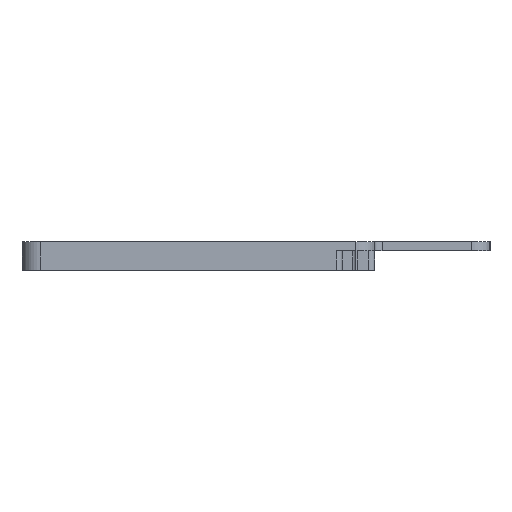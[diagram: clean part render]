
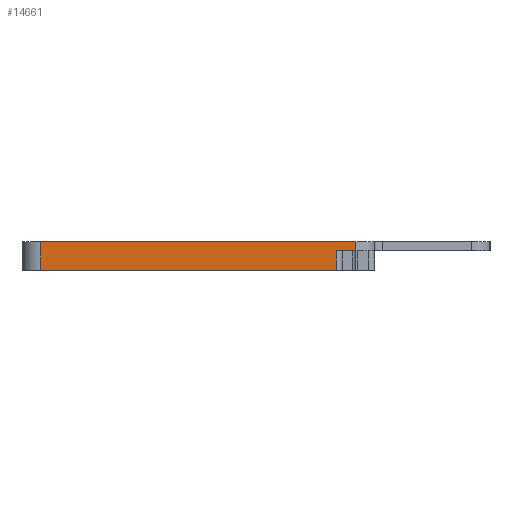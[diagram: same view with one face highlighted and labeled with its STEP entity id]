
A CAD part, left-side view. The second image highlights one B-rep face of the part: STEP entity #14661.
In plain terms, the highlighted planar face has unit normal (-1, 0, 0).
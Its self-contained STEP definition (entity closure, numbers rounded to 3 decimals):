
#272=PLANE('',#16232);
#860=FACE_OUTER_BOUND('',#1675,.T.);
#1675=EDGE_LOOP('',(#12429,#12430,#12431,#12432,#12433,#12434));
#1983=LINE('',#21234,#3355);
#2187=LINE('',#22037,#3559);
#3027=LINE('',#24887,#4399);
#3044=LINE('',#24934,#4416);
#3045=LINE('',#24935,#4417);
#3046=LINE('',#24936,#4418);
#3355=VECTOR('',#16635,10.);
#3559=VECTOR('',#17255,10.);
#4399=VECTOR('',#20155,10.);
#4416=VECTOR('',#20212,10.);
#4417=VECTOR('',#20213,10.);
#4418=VECTOR('',#20214,10.);
#5598=VERTEX_POINT('',#21231);
#5599=VERTEX_POINT('',#21233);
#5989=VERTEX_POINT('',#22034);
#5990=VERTEX_POINT('',#22036);
#6970=VERTEX_POINT('',#24885);
#6980=VERTEX_POINT('',#24933);
#7096=EDGE_CURVE('',#5598,#5599,#1983,.T.);
#7497=EDGE_CURVE('',#5989,#5990,#2187,.T.);
#8941=EDGE_CURVE('',#6970,#5989,#3027,.T.);
#8964=EDGE_CURVE('',#6970,#6980,#3044,.T.);
#8965=EDGE_CURVE('',#6980,#5599,#3045,.T.);
#8966=EDGE_CURVE('',#5990,#5598,#3046,.T.);
#12429=ORIENTED_EDGE('',*,*,#8964,.T.);
#12430=ORIENTED_EDGE('',*,*,#8965,.T.);
#12431=ORIENTED_EDGE('',*,*,#7096,.F.);
#12432=ORIENTED_EDGE('',*,*,#8966,.F.);
#12433=ORIENTED_EDGE('',*,*,#7497,.F.);
#12434=ORIENTED_EDGE('',*,*,#8941,.F.);
#14661=ADVANCED_FACE('',(#860),#272,.T.);
#16232=AXIS2_PLACEMENT_3D('',#24932,#20210,#20211);
#16635=DIRECTION('',(0.,-1.,0.));
#17255=DIRECTION('',(0.,1.,0.));
#20155=DIRECTION('',(0.,0.,-1.));
#20210=DIRECTION('center_axis',(-1.,0.,0.));
#20211=DIRECTION('ref_axis',(0.,-1.,0.));
#20212=DIRECTION('',(0.,-1.,0.));
#20213=DIRECTION('',(0.,0.,1.));
#20214=DIRECTION('',(0.,0.,1.));
#21231=CARTESIAN_POINT('',(-105.363,26.466,4.75));
#21233=CARTESIAN_POINT('',(-105.363,-25.634,4.75));
#21234=CARTESIAN_POINT('',(-105.363,-25.634,4.75));
#22034=CARTESIAN_POINT('',(-105.363,-22.343,0.));
#22036=CARTESIAN_POINT('',(-105.363,26.466,0.));
#22037=CARTESIAN_POINT('',(-105.363,-25.634,0.));
#24885=CARTESIAN_POINT('',(-105.363,-22.343,3.25));
#24887=CARTESIAN_POINT('',(-105.363,-22.343,0.));
#24932=CARTESIAN_POINT('Origin',(-105.363,26.466,0.));
#24933=CARTESIAN_POINT('',(-105.363,-25.634,3.25));
#24934=CARTESIAN_POINT('',(-105.363,0.286,3.25));
#24935=CARTESIAN_POINT('',(-105.363,-25.634,0.));
#24936=CARTESIAN_POINT('',(-105.363,26.466,0.));
